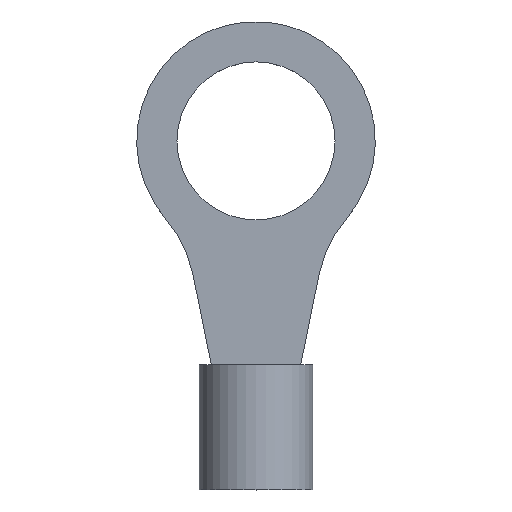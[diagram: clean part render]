
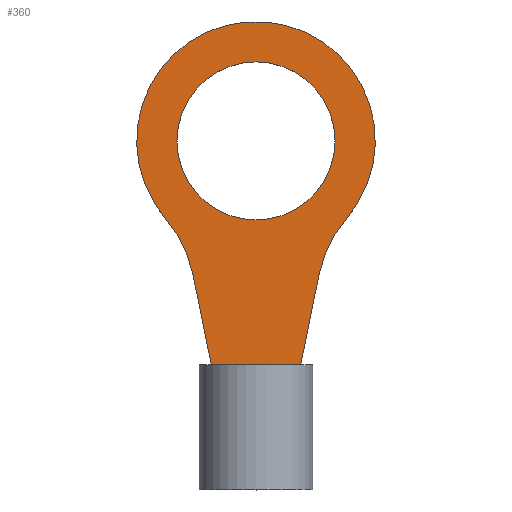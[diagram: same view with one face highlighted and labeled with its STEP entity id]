
A CAD part, top view. The second image highlights one B-rep face of the part: STEP entity #360.
In plain terms, the highlighted planar face has unit normal (0, 0, 1).
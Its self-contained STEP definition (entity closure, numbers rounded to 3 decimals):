
#299=AXIS2_PLACEMENT_3D('Plane Axis2P3D',#296,#297,#298) ;
#310=AXIS2_PLACEMENT_3D('Circle Axis2P3D',#308,#309,$) ;
#317=AXIS2_PLACEMENT_3D('Circle Axis2P3D',#315,#316,$) ;
#324=AXIS2_PLACEMENT_3D('Circle Axis2P3D',#322,#323,$) ;
#344=AXIS2_PLACEMENT_3D('Circle Axis2P3D',#342,#343,$) ;
#353=AXIS2_PLACEMENT_3D('Circle Axis2P3D',#351,#352,$) ;
#127=CARTESIAN_POINT('Vertex',(5.5,4.2,1.5)) ;
#130=CARTESIAN_POINT('Line Origine',(5.316,4.2,1.5)) ;
#134=CARTESIAN_POINT('Vertex',(5.131,4.2,1.5)) ;
#155=CARTESIAN_POINT('Vertex',(2.869,4.2,1.5)) ;
#158=CARTESIAN_POINT('Line Origine',(2.684,4.2,1.5)) ;
#162=CARTESIAN_POINT('Vertex',(2.5,4.2,1.5)) ;
#270=CARTESIAN_POINT('Line Origine',(2.189,5.726,1.5)) ;
#274=CARTESIAN_POINT('Vertex',(1.879,7.253,1.5)) ;
#296=CARTESIAN_POINT('Axis2P3D Location',(4.,11.7,1.5)) ;
#301=CARTESIAN_POINT('Line Origine',(5.811,5.726,1.5)) ;
#305=CARTESIAN_POINT('Vertex',(6.121,7.253,1.5)) ;
#308=CARTESIAN_POINT('Axis2P3D Location',(10.041,6.455,1.5)) ;
#312=CARTESIAN_POINT('Vertex',(7.02,9.078,1.5)) ;
#315=CARTESIAN_POINT('Axis2P3D Location',(4.,11.7,1.5)) ;
#319=CARTESIAN_POINT('Vertex',(0.98,9.078,1.5)) ;
#322=CARTESIAN_POINT('Axis2P3D Location',(-2.041,6.455,1.5)) ;
#327=CARTESIAN_POINT('Line Origine',(4.,4.2,1.5)) ;
#342=CARTESIAN_POINT('Axis2P3D Location',(4.,11.7,1.5)) ;
#346=CARTESIAN_POINT('Vertex',(6.65,11.7,1.5)) ;
#348=CARTESIAN_POINT('Vertex',(1.35,11.7,1.5)) ;
#351=CARTESIAN_POINT('Axis2P3D Location',(4.,11.7,1.5)) ;
#131=DIRECTION('Vector Direction',(-1.,0.,0.)) ;
#159=DIRECTION('Vector Direction',(-1.,0.,0.)) ;
#271=DIRECTION('Vector Direction',(-0.199,0.98,0.)) ;
#297=DIRECTION('Axis2P3D Direction',(0.,0.,-1.)) ;
#298=DIRECTION('Axis2P3D XDirection',(-1.,0.,0.)) ;
#302=DIRECTION('Vector Direction',(0.199,0.98,0.)) ;
#309=DIRECTION('Axis2P3D Direction',(0.,0.,-1.)) ;
#316=DIRECTION('Axis2P3D Direction',(0.,0.,-1.)) ;
#323=DIRECTION('Axis2P3D Direction',(0.,0.,-1.)) ;
#328=DIRECTION('Vector Direction',(-1.,0.,0.)) ;
#343=DIRECTION('Axis2P3D Direction',(0.,0.,-1.)) ;
#352=DIRECTION('Axis2P3D Direction',(0.,0.,-1.)) ;
#132=VECTOR('Line Direction',#131,1.) ;
#160=VECTOR('Line Direction',#159,1.) ;
#272=VECTOR('Line Direction',#271,1.) ;
#303=VECTOR('Line Direction',#302,1.) ;
#329=VECTOR('Line Direction',#328,1.) ;
#333=ORIENTED_EDGE('',*,*,#307,.F.) ;
#334=ORIENTED_EDGE('',*,*,#314,.F.) ;
#335=ORIENTED_EDGE('',*,*,#321,.F.) ;
#336=ORIENTED_EDGE('',*,*,#326,.F.) ;
#337=ORIENTED_EDGE('',*,*,#276,.F.) ;
#338=ORIENTED_EDGE('',*,*,#164,.F.) ;
#339=ORIENTED_EDGE('',*,*,#331,.F.) ;
#340=ORIENTED_EDGE('',*,*,#136,.F.) ;
#357=ORIENTED_EDGE('',*,*,#350,.F.) ;
#358=ORIENTED_EDGE('',*,*,#355,.F.) ;
#359=FACE_BOUND('',#356,.T.) ;
#360=ADVANCED_FACE('K\X2\00F6\X0\rper.3',(#341,#359),#300,.F.) ;
#311=CIRCLE('generated circle',#310,4.) ;
#318=CIRCLE('generated circle',#317,4.) ;
#325=CIRCLE('generated circle',#324,4.) ;
#345=CIRCLE('generated circle',#344,2.65) ;
#354=CIRCLE('generated circle',#353,2.65) ;
#136=EDGE_CURVE('',#128,#135,#133,.T.) ;
#164=EDGE_CURVE('',#156,#163,#161,.T.) ;
#276=EDGE_CURVE('',#163,#275,#273,.T.) ;
#307=EDGE_CURVE('',#306,#128,#304,.F.) ;
#314=EDGE_CURVE('',#313,#306,#311,.F.) ;
#321=EDGE_CURVE('',#320,#313,#318,.T.) ;
#326=EDGE_CURVE('',#275,#320,#325,.F.) ;
#331=EDGE_CURVE('',#135,#156,#330,.T.) ;
#350=EDGE_CURVE('',#347,#349,#345,.F.) ;
#355=EDGE_CURVE('',#349,#347,#354,.F.) ;
#332=EDGE_LOOP('',(#333,#334,#335,#336,#337,#338,#339,#340)) ;
#356=EDGE_LOOP('',(#357,#358)) ;
#341=FACE_OUTER_BOUND('',#332,.T.) ;
#133=LINE('Line',#130,#132) ;
#161=LINE('Line',#158,#160) ;
#273=LINE('Line',#270,#272) ;
#304=LINE('Line',#301,#303) ;
#330=LINE('Line',#327,#329) ;
#300=PLANE('',#299) ;
#128=VERTEX_POINT('',#127) ;
#135=VERTEX_POINT('',#134) ;
#156=VERTEX_POINT('',#155) ;
#163=VERTEX_POINT('',#162) ;
#275=VERTEX_POINT('',#274) ;
#306=VERTEX_POINT('',#305) ;
#313=VERTEX_POINT('',#312) ;
#320=VERTEX_POINT('',#319) ;
#347=VERTEX_POINT('',#346) ;
#349=VERTEX_POINT('',#348) ;
